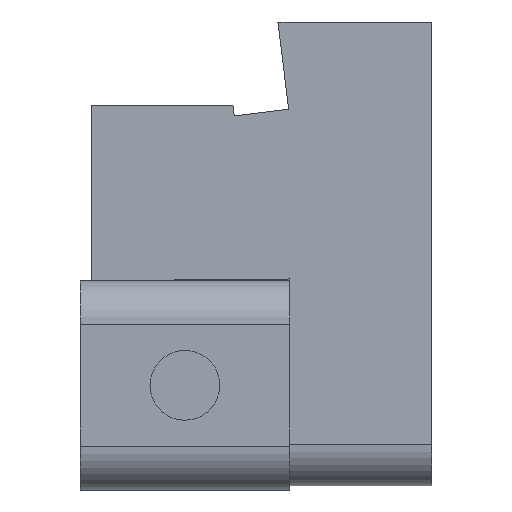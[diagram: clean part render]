
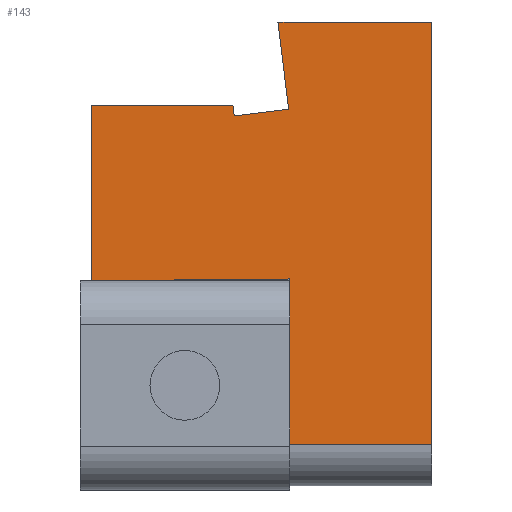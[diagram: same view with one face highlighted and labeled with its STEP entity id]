
A CAD part, left-side view. The second image highlights one B-rep face of the part: STEP entity #143.
In plain terms, the highlighted planar face has unit normal (-1, 0, 0).
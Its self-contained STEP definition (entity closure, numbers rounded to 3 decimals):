
#143=ADVANCED_FACE('',(#209),#180,.F.);
#180=PLANE('',#838);
#209=FACE_OUTER_BOUND('',#240,.T.);
#240=EDGE_LOOP('',(#315,#316,#317,#318,#319,#320,#321,#322,#323,#324));
#315=ORIENTED_EDGE('',*,*,#551,.T.);
#316=ORIENTED_EDGE('',*,*,#552,.T.);
#317=ORIENTED_EDGE('',*,*,#553,.F.);
#318=ORIENTED_EDGE('',*,*,#526,.T.);
#319=ORIENTED_EDGE('',*,*,#539,.F.);
#320=ORIENTED_EDGE('',*,*,#537,.F.);
#321=ORIENTED_EDGE('',*,*,#522,.F.);
#322=ORIENTED_EDGE('',*,*,#546,.F.);
#323=ORIENTED_EDGE('',*,*,#547,.F.);
#324=ORIENTED_EDGE('',*,*,#554,.F.);
#457=VERTEX_POINT('',#1097);
#460=VERTEX_POINT('',#1102);
#464=VERTEX_POINT('',#1111);
#465=VERTEX_POINT('',#1113);
#473=VERTEX_POINT('',#1132);
#478=VERTEX_POINT('',#1150);
#479=VERTEX_POINT('',#1154);
#481=VERTEX_POINT('',#1161);
#482=VERTEX_POINT('',#1162);
#483=VERTEX_POINT('',#1164);
#522=EDGE_CURVE('',#460,#457,#613,.T.);
#526=EDGE_CURVE('',#465,#464,#617,.T.);
#537=EDGE_CURVE('',#457,#473,#628,.T.);
#539=EDGE_CURVE('',#473,#464,#630,.T.);
#546=EDGE_CURVE('',#478,#460,#636,.T.);
#547=EDGE_CURVE('',#479,#478,#637,.T.);
#551=EDGE_CURVE('',#481,#482,#641,.T.);
#552=EDGE_CURVE('',#482,#483,#642,.T.);
#553=EDGE_CURVE('',#465,#483,#643,.T.);
#554=EDGE_CURVE('',#481,#479,#644,.T.);
#613=LINE('',#1103,#688);
#617=LINE('',#1112,#692);
#628=LINE('',#1135,#703);
#630=LINE('',#1138,#705);
#636=LINE('',#1151,#711);
#637=LINE('',#1153,#712);
#641=LINE('',#1160,#716);
#642=LINE('',#1163,#717);
#643=LINE('',#1165,#718);
#644=LINE('',#1166,#719);
#688=VECTOR('',#899,1.);
#692=VECTOR('',#905,1.);
#703=VECTOR('',#920,1.);
#705=VECTOR('',#924,1.);
#711=VECTOR('',#936,1.);
#712=VECTOR('',#939,1.);
#716=VECTOR('',#945,1.);
#717=VECTOR('',#946,1.);
#718=VECTOR('',#947,1.);
#719=VECTOR('',#948,1.);
#838=AXIS2_PLACEMENT_3D('',#1167,#949,#950);
#899=DIRECTION('',(0.,-0.122,-0.993));
#905=DIRECTION('',(0.,1.,0.));
#920=DIRECTION('',(0.,-0.993,0.122));
#924=DIRECTION('',(0.,0.122,0.993));
#936=DIRECTION('',(0.,-1.,0.));
#939=DIRECTION('',(0.,0.,1.));
#945=DIRECTION('',(0.,0.,-1.));
#946=DIRECTION('',(0.,-1.,0.));
#947=DIRECTION('',(0.,0.,-1.));
#948=DIRECTION('',(0.,1.,-0.009));
#949=DIRECTION('',(1.,0.,0.));
#950=DIRECTION('',(0.,1.,0.));
#1097=CARTESIAN_POINT('',(-22.6,17.988,-0.95));
#1102=CARTESIAN_POINT('',(-22.6,18.104,0.));
#1103=CARTESIAN_POINT('',(-22.6,18.104,0.));
#1111=CARTESIAN_POINT('',(-22.6,14.,7.6));
#1112=CARTESIAN_POINT('',(-22.6,14.,7.6));
#1113=CARTESIAN_POINT('',(-22.6,0.,7.6));
#1132=CARTESIAN_POINT('',(-22.6,13.025,-0.34));
#1135=CARTESIAN_POINT('',(-22.6,17.988,-0.95));
#1138=CARTESIAN_POINT('',(-22.6,13.025,-0.34));
#1150=CARTESIAN_POINT('',(-22.6,31.,0.));
#1151=CARTESIAN_POINT('',(-22.6,31.,0.));
#1153=CARTESIAN_POINT('',(-22.6,31.,-34.6));
#1154=CARTESIAN_POINT('',(-22.6,31.,-15.95));
#1160=CARTESIAN_POINT('',(-22.6,12.95,7.6));
#1161=CARTESIAN_POINT('',(-22.6,12.95,-15.792));
#1162=CARTESIAN_POINT('',(-22.6,12.95,-30.85));
#1163=CARTESIAN_POINT('',(-22.6,0.,-30.85));
#1164=CARTESIAN_POINT('',(-22.6,0.,-30.85));
#1165=CARTESIAN_POINT('',(-22.6,0.,7.6));
#1166=CARTESIAN_POINT('',(-22.6,-0.203,-15.678));
#1167=CARTESIAN_POINT('',(-22.6,0.,7.6));
